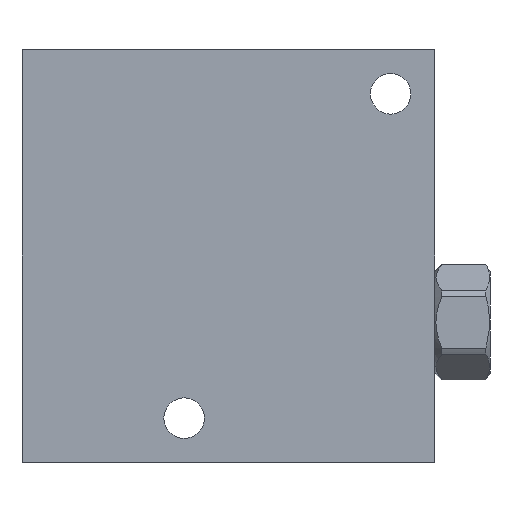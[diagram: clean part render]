
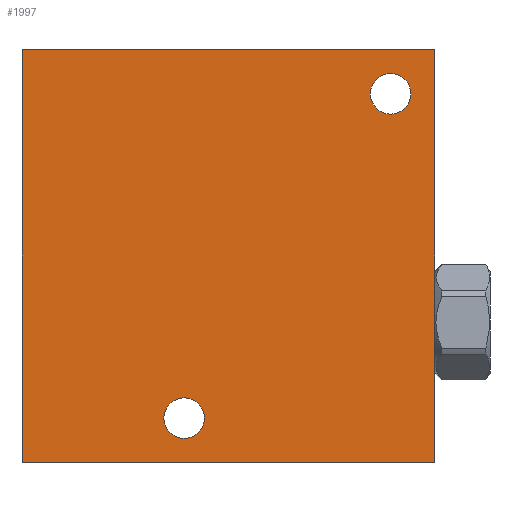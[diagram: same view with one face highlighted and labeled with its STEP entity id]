
A CAD part, left-side view. The second image highlights one B-rep face of the part: STEP entity #1997.
In plain terms, the highlighted planar face has unit normal (-1, 0, 0).
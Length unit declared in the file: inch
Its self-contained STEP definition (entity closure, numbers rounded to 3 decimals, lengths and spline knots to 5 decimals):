
#1=DIRECTION('',(0.,-1.,0.));
#2=VECTOR('',#1,3.5);
#3=CARTESIAN_POINT('',(0.,0.,0.));
#4=LINE('',#3,#2);
#37=DIRECTION('',(0.,0.,1.));
#38=VECTOR('',#37,3.5);
#39=CARTESIAN_POINT('',(0.,0.,0.));
#40=LINE('',#39,#38);
#41=CARTESIAN_POINT('',(0.,-1.375,0.375));
#42=DIRECTION('',(1.,0.,0.));
#43=DIRECTION('',(0.,0.,-1.));
#44=AXIS2_PLACEMENT_3D('',#41,#42,#43);
#46=CARTESIAN_POINT('',(0.,-1.375,0.375));
#47=DIRECTION('',(1.,0.,0.));
#48=DIRECTION('',(0.,0.,1.));
#49=AXIS2_PLACEMENT_3D('',#46,#47,#48);
#51=CARTESIAN_POINT('',(0.,-3.125,3.125));
#52=DIRECTION('',(1.,0.,0.));
#53=DIRECTION('',(0.,0.,-1.));
#54=AXIS2_PLACEMENT_3D('',#51,#52,#53);
#56=CARTESIAN_POINT('',(0.,-3.125,3.125));
#57=DIRECTION('',(1.,0.,0.));
#58=DIRECTION('',(0.,0.,1.));
#59=AXIS2_PLACEMENT_3D('',#56,#57,#58);
#89=DIRECTION('',(0.,0.,1.));
#90=VECTOR('',#89,3.5);
#91=CARTESIAN_POINT('',(0.,-3.5,0.));
#92=LINE('',#91,#90);
#113=DIRECTION('',(0.,-1.,0.));
#114=VECTOR('',#113,3.5);
#115=CARTESIAN_POINT('',(0.,0.,3.5));
#116=LINE('',#115,#114);
#1649=CARTESIAN_POINT('',(0.,0.,0.));
#1650=CARTESIAN_POINT('',(0.,-3.5,0.));
#1651=VERTEX_POINT('',#1649);
#1652=VERTEX_POINT('',#1650);
#1657=CARTESIAN_POINT('',(0.,0.,3.5));
#1658=CARTESIAN_POINT('',(0.,-3.5,3.5));
#1659=VERTEX_POINT('',#1657);
#1660=VERTEX_POINT('',#1658);
#1713=CARTESIAN_POINT('',(0.,-1.375,0.203));
#1714=CARTESIAN_POINT('',(0.,-1.375,0.547));
#1715=VERTEX_POINT('',#1713);
#1716=VERTEX_POINT('',#1714);
#1721=CARTESIAN_POINT('',(0.,-3.125,2.953));
#1722=CARTESIAN_POINT('',(0.,-3.125,3.297));
#1723=VERTEX_POINT('',#1721);
#1724=VERTEX_POINT('',#1722);
#1971=CARTESIAN_POINT('',(0.,0.,0.));
#1972=DIRECTION('',(-1.,0.,0.));
#1973=DIRECTION('',(0.,-1.,0.));
#1974=AXIS2_PLACEMENT_3D('',#1971,#1972,#1973);
#1975=PLANE('',#1974);
#1976=ORIENTED_EDGE('',*,*,#1948,.F.);
#1978=ORIENTED_EDGE('',*,*,#1977,.T.);
#1980=ORIENTED_EDGE('',*,*,#1979,.T.);
#1982=ORIENTED_EDGE('',*,*,#1981,.F.);
#1983=EDGE_LOOP('',(#1976,#1978,#1980,#1982));
#1984=FACE_OUTER_BOUND('',#1983,.F.);
#1986=ORIENTED_EDGE('',*,*,#1985,.F.);
#1988=ORIENTED_EDGE('',*,*,#1987,.F.);
#1989=EDGE_LOOP('',(#1986,#1988));
#1990=FACE_BOUND('',#1989,.F.);
#1992=ORIENTED_EDGE('',*,*,#1991,.F.);
#1994=ORIENTED_EDGE('',*,*,#1993,.F.);
#1995=EDGE_LOOP('',(#1992,#1994));
#1996=FACE_BOUND('',#1995,.F.);
#1997=ADVANCED_FACE('',(#1984,#1990,#1996),#1975,.T.);
#45=CIRCLE('',#44,0.172);
#50=CIRCLE('',#49,0.172);
#55=CIRCLE('',#54,0.172);
#60=CIRCLE('',#59,0.172);
#1948=EDGE_CURVE('',#1651,#1652,#4,.T.);
#1977=EDGE_CURVE('',#1651,#1659,#40,.T.);
#1979=EDGE_CURVE('',#1659,#1660,#116,.T.);
#1981=EDGE_CURVE('',#1652,#1660,#92,.T.);
#1985=EDGE_CURVE('',#1715,#1716,#45,.T.);
#1987=EDGE_CURVE('',#1716,#1715,#50,.T.);
#1991=EDGE_CURVE('',#1723,#1724,#55,.T.);
#1993=EDGE_CURVE('',#1724,#1723,#60,.T.);
